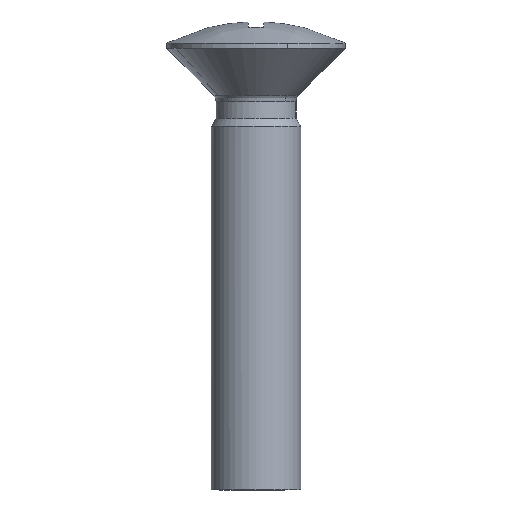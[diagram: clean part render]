
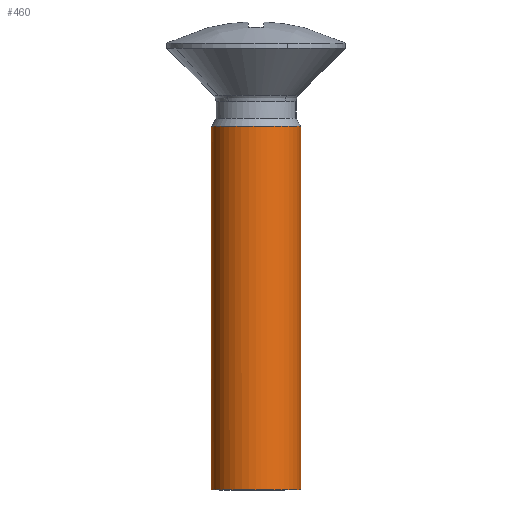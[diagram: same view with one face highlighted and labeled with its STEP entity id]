
A CAD part, left-side view. The second image highlights one B-rep face of the part: STEP entity #460.
In plain terms, the highlighted free-form (B-spline) face has degree [2, 1] with [7, 2] control points.
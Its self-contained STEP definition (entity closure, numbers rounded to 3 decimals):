
#278=CARTESIAN_POINT('',(2.34,0.879,-4.66));
#279=VERTEX_POINT('',#278);
#295=CARTESIAN_POINT('',(0.153,-2.495,-4.66));
#296=VERTEX_POINT('',#295);
#310=CARTESIAN_POINT('',(0.153,-2.495,-25.0));
#311=VERTEX_POINT('',#310);
#312=CARTESIAN_POINT('',(0.153,-2.495,-4.66));
#313=CARTESIAN_POINT('',(0.153,-2.495,-25.0));
#314=QUASI_UNIFORM_CURVE('',1,(#312,#313),.UNSPECIFIED.,.F.,.U.);
#315=EDGE_CURVE('',#296,#311,#314,.T.);
#332=CARTESIAN_POINT('',(2.34,0.879,-25.0));
#333=VERTEX_POINT('',#332);
#347=CARTESIAN_POINT('',(2.34,0.879,-4.66));
#348=CARTESIAN_POINT('',(2.34,0.879,-25.0));
#349=QUASI_UNIFORM_CURVE('',1,(#347,#348),.UNSPECIFIED.,.F.,.U.);
#350=EDGE_CURVE('',#279,#333,#349,.T.);
#355=CARTESIAN_POINT('',(0.153,-2.495,-4.151));
#356=CARTESIAN_POINT('',(-2.343,-2.648,-4.151));
#357=CARTESIAN_POINT('',(-2.495,-0.153,-4.151));
#358=CARTESIAN_POINT('',(-2.648,2.343,-4.151));
#359=CARTESIAN_POINT('',(-0.153,2.495,-4.151));
#360=CARTESIAN_POINT('',(1.691,2.608,-4.151));
#361=CARTESIAN_POINT('',(2.34,0.879,-4.152));
#362=CARTESIAN_POINT('',(0.153,-2.495,-25.521));
#363=CARTESIAN_POINT('',(-2.343,-2.648,-25.521));
#364=CARTESIAN_POINT('',(-2.495,-0.153,-25.521));
#365=CARTESIAN_POINT('',(-2.648,2.343,-25.521));
#366=CARTESIAN_POINT('',(-0.153,2.495,-25.521));
#367=CARTESIAN_POINT('',(1.691,2.608,-25.521));
#368=CARTESIAN_POINT('',(2.34,0.879,-25.521));
#376=(BOUNDED_SURFACE()B_SPLINE_SURFACE(2,1,((#355,#362),(#356,#363),(#357,#364),(#358,#365),(#359,#366),(#360,#367),(#361,#368)),.UNSPECIFIED.,.F.,.F.,.U.)B_SPLINE_SURFACE_WITH_KNOTS((3,2,2,3),(2,2),(0.0,4.142,8.284,11.598),(0.0,21.37),.UNSPECIFIED.)GEOMETRIC_REPRESENTATION_ITEM()RATIONAL_B_SPLINE_SURFACE(((1.0,1.0),(0.707,0.707),(1.0,1.0),(0.707,0.707),(1.0,1.0),(0.766,0.766),(0.906,0.906)))REPRESENTATION_ITEM('')SURFACE());
#377=CARTESIAN_POINT('',(-0.295,2.483,-4.66));
#378=VERTEX_POINT('',#377);
#379=CARTESIAN_POINT('',(-0.295,2.483,-4.66));
#380=CARTESIAN_POINT('',(-0.148,2.5,-4.66));
#381=CARTESIAN_POINT('',(0.0,2.5,-4.66));
#382=CARTESIAN_POINT('',(1.732,2.5,-4.66));
#383=CARTESIAN_POINT('',(2.34,0.879,-4.66));
#391=(BOUNDED_CURVE()B_SPLINE_CURVE(2,(#379,#380,#381,#382,#383),.UNSPECIFIED.,.F.,.U.)B_SPLINE_CURVE_WITH_KNOTS((3,2,3),(0.23,0.25,0.44),.UNSPECIFIED.)CURVE()GEOMETRIC_REPRESENTATION_ITEM()RATIONAL_B_SPLINE_CURVE((0.956,0.976,1.0,0.777,0.893))REPRESENTATION_ITEM(''));
#392=EDGE_CURVE('',#378,#279,#391,.T.);
#393=ORIENTED_EDGE('',*,*,#392,.T.);
#394=ORIENTED_EDGE('',*,*,#350,.T.);
#395=CARTESIAN_POINT('',(-2.5,0.0,-25.0));
#396=VERTEX_POINT('',#395);
#397=CARTESIAN_POINT('',(-2.5,0.0,-25.0));
#398=CARTESIAN_POINT('',(-2.5,2.5,-25.0));
#399=CARTESIAN_POINT('',(0.0,2.5,-25.0));
#400=CARTESIAN_POINT('',(1.732,2.5,-25.));
#401=CARTESIAN_POINT('',(2.34,0.879,-25.));
#409=(BOUNDED_CURVE()B_SPLINE_CURVE(2,(#397,#398,#399,#400,#401),.UNSPECIFIED.,.F.,.U.)B_SPLINE_CURVE_WITH_KNOTS((3,2,3),(0.0,0.25,0.44),.UNSPECIFIED.)CURVE()GEOMETRIC_REPRESENTATION_ITEM()RATIONAL_B_SPLINE_CURVE((1.0,0.707,1.0,0.777,0.893))REPRESENTATION_ITEM(''));
#410=EDGE_CURVE('',#396,#333,#409,.T.);
#411=ORIENTED_EDGE('',*,*,#410,.F.);
#412=CARTESIAN_POINT('',(0.153,-2.495,-25.));
#413=CARTESIAN_POINT('',(0.076,-2.5,-25.0));
#414=CARTESIAN_POINT('',(0.0,-2.5,-25.0));
#415=CARTESIAN_POINT('',(-2.5,-2.5,-25.0));
#416=CARTESIAN_POINT('',(-2.5,0.0,-25.0));
#424=(BOUNDED_CURVE()B_SPLINE_CURVE(2,(#412,#413,#414,#415,#416),.UNSPECIFIED.,.F.,.U.)B_SPLINE_CURVE_WITH_KNOTS((3,2,3),(0.739,0.75,1.0),.UNSPECIFIED.)CURVE()GEOMETRIC_REPRESENTATION_ITEM()RATIONAL_B_SPLINE_CURVE((0.976,0.988,1.0,0.707,1.0))REPRESENTATION_ITEM(''));
#425=EDGE_CURVE('',#311,#396,#424,.T.);
#426=ORIENTED_EDGE('',*,*,#425,.F.);
#427=ORIENTED_EDGE('',*,*,#315,.F.);
#428=CARTESIAN_POINT('',(-2.5,0.0,-4.66));
#429=VERTEX_POINT('',#428);
#430=CARTESIAN_POINT('',(0.153,-2.495,-4.66));
#431=CARTESIAN_POINT('',(0.076,-2.5,-4.66));
#432=CARTESIAN_POINT('',(0.0,-2.5,-4.66));
#433=CARTESIAN_POINT('',(-2.5,-2.5,-4.66));
#434=CARTESIAN_POINT('',(-2.5,0.0,-4.66));
#442=(BOUNDED_CURVE()B_SPLINE_CURVE(2,(#430,#431,#432,#433,#434),.UNSPECIFIED.,.F.,.U.)B_SPLINE_CURVE_WITH_KNOTS((3,2,3),(0.739,0.75,1.0),.UNSPECIFIED.)CURVE()GEOMETRIC_REPRESENTATION_ITEM()RATIONAL_B_SPLINE_CURVE((0.976,0.988,1.0,0.707,1.0))REPRESENTATION_ITEM(''));
#443=EDGE_CURVE('',#296,#429,#442,.T.);
#444=ORIENTED_EDGE('',*,*,#443,.T.);
#445=CARTESIAN_POINT('',(-2.5,0.0,-4.66));
#446=CARTESIAN_POINT('',(-2.5,2.22,-4.66));
#447=CARTESIAN_POINT('',(-0.295,2.483,-4.66));
#455=(BOUNDED_CURVE()B_SPLINE_CURVE(2,(#445,#446,#447),.UNSPECIFIED.,.F.,.U.)B_SPLINE_CURVE_WITH_KNOTS((3,3),(0.0,0.23),.UNSPECIFIED.)CURVE()GEOMETRIC_REPRESENTATION_ITEM()RATIONAL_B_SPLINE_CURVE((1.0,0.731,0.956))REPRESENTATION_ITEM(''));
#456=EDGE_CURVE('',#429,#378,#455,.T.);
#457=ORIENTED_EDGE('',*,*,#456,.T.);
#458=EDGE_LOOP('',(#393,#394,#411,#426,#427,#444,#457));
#459=FACE_OUTER_BOUND('',#458,.T.);
#460=ADVANCED_FACE('',(#459),#376,.T.);
